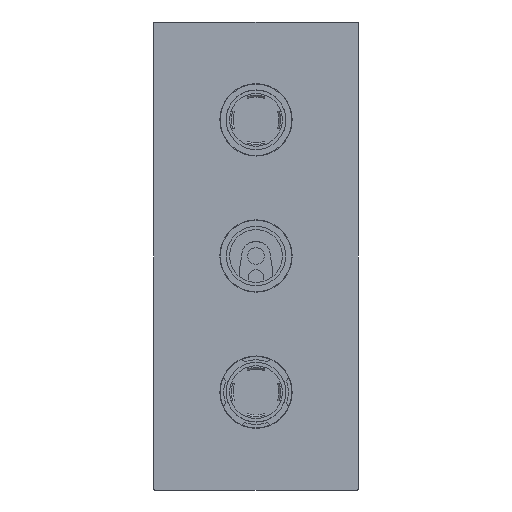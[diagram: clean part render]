
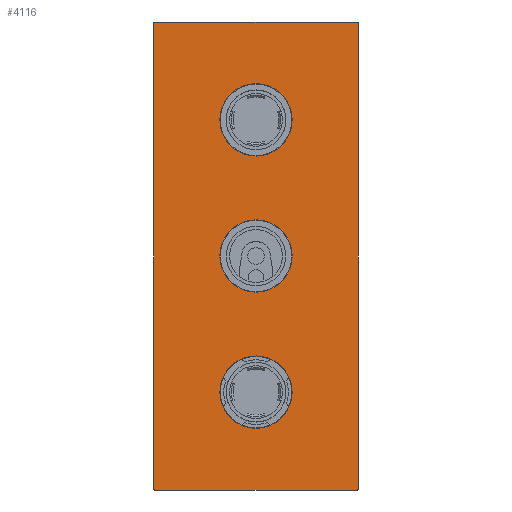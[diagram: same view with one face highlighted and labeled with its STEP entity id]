
A CAD part, front view. The second image highlights one B-rep face of the part: STEP entity #4116.
In plain terms, the highlighted planar face has unit normal (0, -1, 0).
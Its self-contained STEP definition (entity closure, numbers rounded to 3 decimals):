
#65 = CIRCLE ( 'NONE', #5534, 21.25 ) ;
#143 = CIRCLE ( 'NONE', #1722, 21.25 ) ;
#228 = ORIENTED_EDGE ( 'NONE', *, *, #15424, .F. ) ;
#229 = CARTESIAN_POINT ( 'NONE',  ( 0., 93.5, -21.25 ) ) ;
#375 = FACE_BOUND ( 'NONE', #19075, .T. ) ;
#475 = DIRECTION ( 'NONE',  ( -1., 0., 0. ) ) ;
#678 = ORIENTED_EDGE ( 'NONE', *, *, #11464, .T. ) ;
#722 = EDGE_CURVE ( 'NONE', #2588, #2975, #3837, .T. ) ;
#826 = DIRECTION ( 'NONE',  ( 0., -1., 0. ) ) ;
#918 = VECTOR ( 'NONE', #12902, 1000. ) ;
#1012 = DIRECTION ( 'NONE',  ( 0., 0., -1. ) ) ;
#1240 = VERTEX_POINT ( 'NONE', #3599 ) ;
#1272 = CIRCLE ( 'NONE', #5133, 0.5 ) ;
#1313 = DIRECTION ( 'NONE',  ( 0., -1., 0. ) ) ;
#1346 = ORIENTED_EDGE ( 'NONE', *, *, #11417, .F. ) ;
#1420 = CIRCLE ( 'NONE', #15295, 21.25 ) ;
#1722 = AXIS2_PLACEMENT_3D ( 'NONE', #17649, #19279, #1012 ) ;
#1775 = ORIENTED_EDGE ( 'NONE', *, *, #9948, .F. ) ;
#2181 = VERTEX_POINT ( 'NONE', #5805 ) ;
#2413 = VERTEX_POINT ( 'NONE', #8340 ) ;
#2442 = DIRECTION ( 'NONE',  ( 1., 0., 0. ) ) ;
#2588 = VERTEX_POINT ( 'NONE', #17135 ) ;
#2865 = EDGE_CURVE ( 'NONE', #16117, #13318, #1272, .T. ) ;
#2919 = DIRECTION ( 'NONE',  ( 0., 0., -1. ) ) ;
#2975 = VERTEX_POINT ( 'NONE', #10582 ) ;
#3065 = CIRCLE ( 'NONE', #15976, 21.25 ) ;
#3169 = VERTEX_POINT ( 'NONE', #229 ) ;
#3236 = AXIS2_PLACEMENT_3D ( 'NONE', #19200, #826, #6998 ) ;
#3340 = ORIENTED_EDGE ( 'NONE', *, *, #2865, .T. ) ;
#3431 = CARTESIAN_POINT ( 'NONE',  ( 0., 93.5, 80. ) ) ;
#3485 = ORIENTED_EDGE ( 'NONE', *, *, #8596, .F. ) ;
#3498 = DIRECTION ( 'NONE',  ( 0., -1., 0. ) ) ;
#3598 = PLANE ( 'NONE',  #16392 ) ;
#3599 = CARTESIAN_POINT ( 'NONE',  ( -60., 93.5, 137. ) ) ;
#3646 = DIRECTION ( 'NONE',  ( 0., 0., 1. ) ) ;
#3837 = CIRCLE ( 'NONE', #6394, 0.5 ) ;
#3844 = DIRECTION ( 'NONE',  ( 0., -1., 0. ) ) ;
#3918 = DIRECTION ( 'NONE',  ( 0., -1., 0. ) ) ;
#4116 = ADVANCED_FACE ( 'NONE', ( #4897, #375, #12917, #6306 ), #3598, .F. ) ;
#4333 = CARTESIAN_POINT ( 'NONE',  ( 0., 93.5, 0. ) ) ;
#4454 = CARTESIAN_POINT ( 'NONE',  ( 0., 93.5, -58.75 ) ) ;
#4897 = FACE_OUTER_BOUND ( 'NONE', #8555, .T. ) ;
#4978 = CIRCLE ( 'NONE', #18490, 21.25 ) ;
#5088 = DIRECTION ( 'NONE',  ( 0., -1., 0. ) ) ;
#5116 = VERTEX_POINT ( 'NONE', #8593 ) ;
#5133 = AXIS2_PLACEMENT_3D ( 'NONE', #12919, #3498, #475 ) ;
#5230 = CARTESIAN_POINT ( 'NONE',  ( 60., 93.5, -137. ) ) ;
#5534 = AXIS2_PLACEMENT_3D ( 'NONE', #3431, #8186, #7881 ) ;
#5805 = CARTESIAN_POINT ( 'NONE',  ( 0., 93.5, 101.25 ) ) ;
#6306 = FACE_BOUND ( 'NONE', #13002, .T. ) ;
#6394 = AXIS2_PLACEMENT_3D ( 'NONE', #17737, #3918, #8585 ) ;
#6736 = CARTESIAN_POINT ( 'NONE',  ( 19.322, 93.5, -27.804 ) ) ;
#6899 = ORIENTED_EDGE ( 'NONE', *, *, #12853, .F. ) ;
#6998 = DIRECTION ( 'NONE',  ( 0., 0., -1. ) ) ;
#7638 = ORIENTED_EDGE ( 'NONE', *, *, #14154, .F. ) ;
#7842 = DIRECTION ( 'NONE',  ( 0., 1., 0. ) ) ;
#7880 = VECTOR ( 'NONE', #3646, 1000. ) ;
#7881 = DIRECTION ( 'NONE',  ( 0., 0., 1. ) ) ;
#8186 = DIRECTION ( 'NONE',  ( 0., -1., 0. ) ) ;
#8340 = CARTESIAN_POINT ( 'NONE',  ( 0., 93.5, -101.25 ) ) ;
#8353 = LINE ( 'NONE', #11488, #918 ) ;
#8356 = EDGE_CURVE ( 'NONE', #11645, #2181, #1420, .T. ) ;
#8452 = EDGE_CURVE ( 'NONE', #17768, #1240, #9871, .T. ) ;
#8555 = EDGE_LOOP ( 'NONE', ( #10296, #16364, #1346, #14733, #7638, #3340, #6899, #678 ) ) ;
#8585 = DIRECTION ( 'NONE',  ( 1., 0., 0. ) ) ;
#8593 = CARTESIAN_POINT ( 'NONE',  ( 0., 93.5, 21.25 ) ) ;
#8596 = EDGE_CURVE ( 'NONE', #5116, #3169, #4978, .T. ) ;
#8611 = CARTESIAN_POINT ( 'NONE',  ( 59.5, 93.5, -137.5 ) ) ;
#9031 = CARTESIAN_POINT ( 'NONE',  ( 0., 93.5, 58.75 ) ) ;
#9064 = CARTESIAN_POINT ( 'NONE',  ( 0., 93.5, 0. ) ) ;
#9590 = CARTESIAN_POINT ( 'NONE',  ( 0., 93.5, 80. ) ) ;
#9789 = EDGE_LOOP ( 'NONE', ( #17050, #11777 ) ) ;
#9871 = CIRCLE ( 'NONE', #11785, 0.5 ) ;
#9948 = EDGE_CURVE ( 'NONE', #2181, #11645, #65, .T. ) ;
#10117 = VERTEX_POINT ( 'NONE', #4454 ) ;
#10296 = ORIENTED_EDGE ( 'NONE', *, *, #16781, .F. ) ;
#10379 = DIRECTION ( 'NONE',  ( 0., -1., 0. ) ) ;
#10582 = CARTESIAN_POINT ( 'NONE',  ( 59.5, 93.5, 137.5 ) ) ;
#10999 = VECTOR ( 'NONE', #2442, 1000. ) ;
#11417 = EDGE_CURVE ( 'NONE', #17768, #2975, #17971, .T. ) ;
#11437 = ORIENTED_EDGE ( 'NONE', *, *, #8356, .F. ) ;
#11464 = EDGE_CURVE ( 'NONE', #13533, #17994, #13282, .T. ) ;
#11470 = DIRECTION ( 'NONE',  ( -1., 0., 0. ) ) ;
#11488 = CARTESIAN_POINT ( 'NONE',  ( 60., 93.5, 137. ) ) ;
#11645 = VERTEX_POINT ( 'NONE', #9031 ) ;
#11777 = ORIENTED_EDGE ( 'NONE', *, *, #13521, .F. ) ;
#11785 = AXIS2_PLACEMENT_3D ( 'NONE', #13487, #10379, #17899 ) ;
#11859 = CARTESIAN_POINT ( 'NONE',  ( -59.5, 93.5, 137.5 ) ) ;
#12507 = DIRECTION ( 'NONE',  ( 0., 0., -1. ) ) ;
#12647 = DIRECTION ( 'NONE',  ( 0., 0., 1. ) ) ;
#12851 = AXIS2_PLACEMENT_3D ( 'NONE', #4333, #1313, #2919 ) ;
#12853 = EDGE_CURVE ( 'NONE', #13533, #13318, #19106, .T. ) ;
#12902 = DIRECTION ( 'NONE',  ( 0., 0., -1. ) ) ;
#12917 = FACE_BOUND ( 'NONE', #9789, .T. ) ;
#12919 = CARTESIAN_POINT ( 'NONE',  ( -59.5, 93.5, -137. ) ) ;
#13002 = EDGE_LOOP ( 'NONE', ( #1775, #11437 ) ) ;
#13065 = CARTESIAN_POINT ( 'NONE',  ( -60., 93.5, -137. ) ) ;
#13282 = CIRCLE ( 'NONE', #3236, 0.5 ) ;
#13318 = VERTEX_POINT ( 'NONE', #16365 ) ;
#13487 = CARTESIAN_POINT ( 'NONE',  ( -59.5, 93.5, 137. ) ) ;
#13521 = EDGE_CURVE ( 'NONE', #2413, #10117, #143, .T. ) ;
#13533 = VERTEX_POINT ( 'NONE', #8611 ) ;
#14046 = DIRECTION ( 'NONE',  ( 0., -1., 0. ) ) ;
#14154 = EDGE_CURVE ( 'NONE', #16117, #1240, #18884, .T. ) ;
#14275 = EDGE_CURVE ( 'NONE', #10117, #2413, #3065, .T. ) ;
#14733 = ORIENTED_EDGE ( 'NONE', *, *, #8452, .T. ) ;
#14950 = CARTESIAN_POINT ( 'NONE',  ( -59.5, 93.5, 137.5 ) ) ;
#15295 = AXIS2_PLACEMENT_3D ( 'NONE', #9590, #5088, #15893 ) ;
#15424 = EDGE_CURVE ( 'NONE', #3169, #5116, #19274, .T. ) ;
#15644 = CARTESIAN_POINT ( 'NONE',  ( -60., 93.5, -137. ) ) ;
#15893 = DIRECTION ( 'NONE',  ( 0., 0., -1. ) ) ;
#15976 = AXIS2_PLACEMENT_3D ( 'NONE', #17958, #3844, #16542 ) ;
#16117 = VERTEX_POINT ( 'NONE', #13065 ) ;
#16364 = ORIENTED_EDGE ( 'NONE', *, *, #722, .T. ) ;
#16365 = CARTESIAN_POINT ( 'NONE',  ( -59.5, 93.5, -137.5 ) ) ;
#16392 = AXIS2_PLACEMENT_3D ( 'NONE', #6736, #7842, #12507 ) ;
#16542 = DIRECTION ( 'NONE',  ( 0., 0., 1. ) ) ;
#16781 = EDGE_CURVE ( 'NONE', #2588, #17994, #8353, .T. ) ;
#17050 = ORIENTED_EDGE ( 'NONE', *, *, #14275, .F. ) ;
#17135 = CARTESIAN_POINT ( 'NONE',  ( 60., 93.5, 137. ) ) ;
#17588 = CARTESIAN_POINT ( 'NONE',  ( 59.5, 93.5, -137.5 ) ) ;
#17649 = CARTESIAN_POINT ( 'NONE',  ( 0., 93.5, -80. ) ) ;
#17737 = CARTESIAN_POINT ( 'NONE',  ( 59.5, 93.5, 137. ) ) ;
#17768 = VERTEX_POINT ( 'NONE', #11859 ) ;
#17899 = DIRECTION ( 'NONE',  ( 0., 0., 1. ) ) ;
#17958 = CARTESIAN_POINT ( 'NONE',  ( 0., 93.5, -80. ) ) ;
#17971 = LINE ( 'NONE', #14950, #10999 ) ;
#17994 = VERTEX_POINT ( 'NONE', #5230 ) ;
#18490 = AXIS2_PLACEMENT_3D ( 'NONE', #9064, #14046, #12647 ) ;
#18884 = LINE ( 'NONE', #15644, #7880 ) ;
#19075 = EDGE_LOOP ( 'NONE', ( #3485, #228 ) ) ;
#19106 = LINE ( 'NONE', #17588, #19430 ) ;
#19200 = CARTESIAN_POINT ( 'NONE',  ( 59.5, 93.5, -137. ) ) ;
#19274 = CIRCLE ( 'NONE', #12851, 21.25 ) ;
#19279 = DIRECTION ( 'NONE',  ( 0., -1., 0. ) ) ;
#19430 = VECTOR ( 'NONE', #11470, 1000. ) ;
